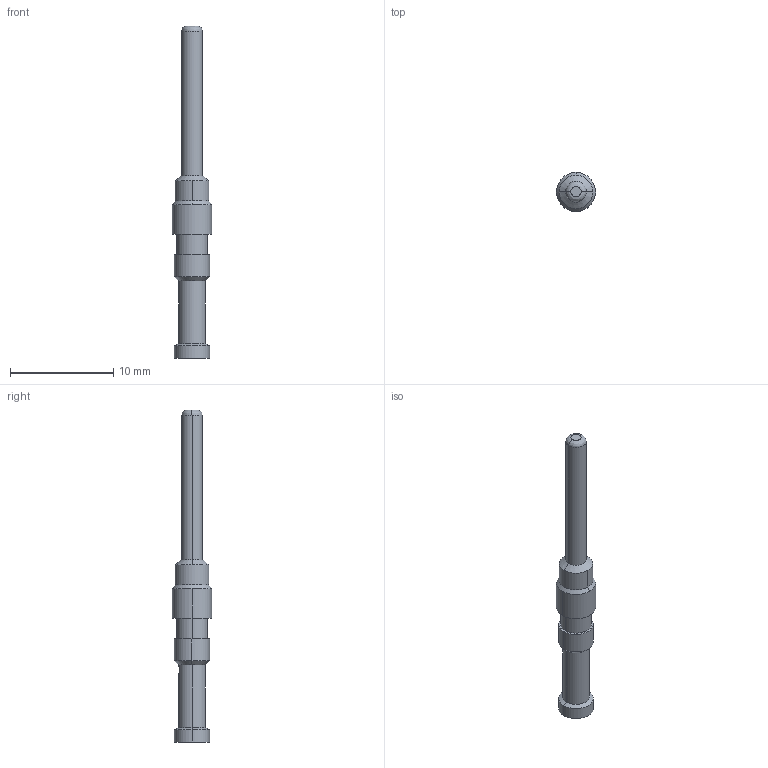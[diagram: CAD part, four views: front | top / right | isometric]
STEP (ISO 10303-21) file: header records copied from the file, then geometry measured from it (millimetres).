
FILE_DESCRIPTION((''),'2;1');
FILE_NAME('3D_1010322100811_M40-AMC30G-1','2017-07-14T',('zm.lin'),(''),'PRO/ENGINEER BY PARAMETRIC TECHNOLOGY CORPORATION, 2012480','PRO/ENGINEER BY PARAMETRIC TECHNOLOGY CORPORATION, 2012480','');
FILE_SCHEMA(('CONFIG_CONTROL_DESIGN'));
Length unit declared in the file: millimetre
Products named in the file (1): 3D_1010322100811_M40-AMC30G-1
Bounding box: 3.8 x 3.8 x 32.2 mm (x, y, z)
Volume: 167.7 mm3; surface area: 322.4 mm2
Topology: 1 solids, 1 shells, 36 faces, 86 edges, 53 vertices
Faces by surface type: cylinder 18, cone 12, plane 4, bspline 2
Entity records: 1379 total; most frequent: CARTESIAN_POINT 298, DIRECTION 198, COLOUR_RGB 177, ORIENTED_EDGE 168, AXIS2_PLACEMENT_3D 84, EDGE_CURVE 84, VERTEX_POINT 53, CIRCLE 50
